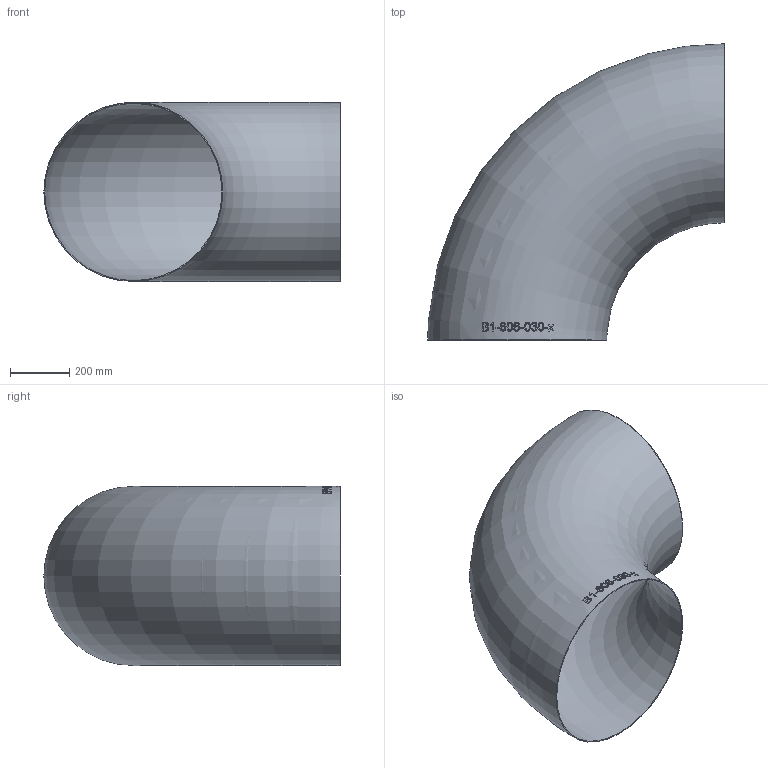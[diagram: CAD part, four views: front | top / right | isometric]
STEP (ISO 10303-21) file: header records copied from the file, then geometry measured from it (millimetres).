
FILE_DESCRIPTION (( 'STEP AP214' ), '1' );
FILE_NAME ('B1-606-030-x Bogen 2005.STEP', '2020-05-04T10:22:23', ( '' ), ( '' ), 'SwSTEP 2.0', 'SolidWorks 2019', '' );
FILE_SCHEMA (( 'AUTOMOTIVE_DESIGN' ));
Length unit declared in the file: millimetre
Products named in the file (1): B1-606-030-x Bogen 2005
Bounding box: 1003 x 1003 x 606 mm (x, y, z)
Volume: 6248897.7 mm3; surface area: 4177379.6 mm2
Topology: 1 solids, 1 shells, 156 faces, 409 edges, 273 vertices
Faces by surface type: bspline 132, torus 22, plane 2
Entity records: 45185 total; most frequent: CARTESIAN_POINT 40945, ORIENTED_EDGE 800, EDGE_CURVE 400, B_SPLINE_CURVE_WITH_KNOTS 396, VERTEX_POINT 268, EDGE_LOOP 178, FACE_OUTER_BOUND 157, ADVANCED_FACE 155
